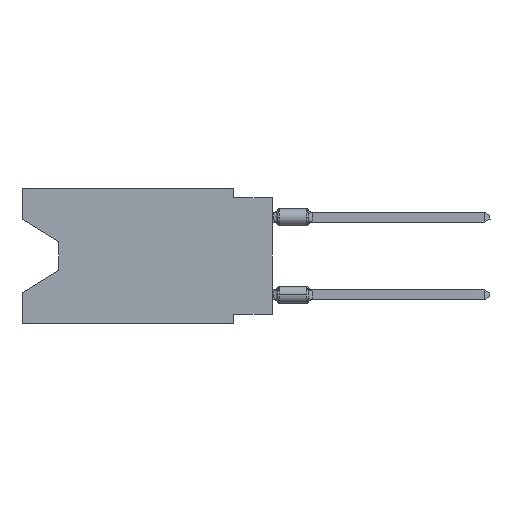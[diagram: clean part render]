
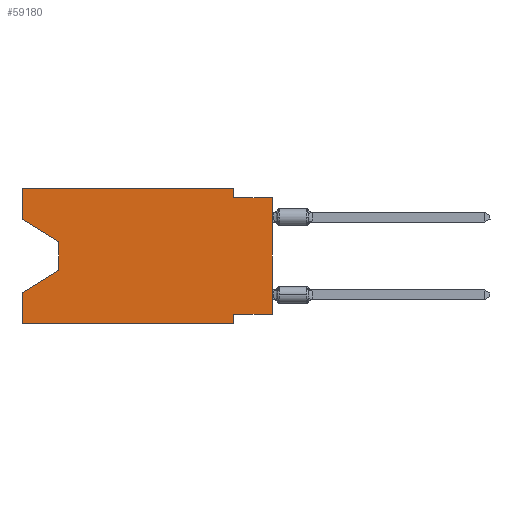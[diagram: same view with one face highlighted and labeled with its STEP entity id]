
A CAD part, left-side view. The second image highlights one B-rep face of the part: STEP entity #59180.
In plain terms, the highlighted planar face has unit normal (-1, 0, 0).
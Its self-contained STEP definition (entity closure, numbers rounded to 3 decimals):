
#270 = CARTESIAN_POINT ( 'NONE',  ( 0., 0., -0.635 ) ) ;
#511 = LINE ( 'NONE', #37782, #40782 ) ;
#674 = VERTEX_POINT ( 'NONE', #12946 ) ;
#797 = EDGE_CURVE ( 'NONE', #30425, #38117, #49586, .T. ) ;
#2036 = DIRECTION ( 'NONE',  ( 0., -1., 0. ) ) ;
#2109 = CARTESIAN_POINT ( 'NONE',  ( 0., 16.383, -2.038 ) ) ;
#3248 = CARTESIAN_POINT ( 'NONE',  ( 0., 0., -0.635 ) ) ;
#3838 = EDGE_CURVE ( 'NONE', #32651, #19902, #49764, .T. ) ;
#4412 = EDGE_CURVE ( 'NONE', #51910, #42413, #32709, .T. ) ;
#4496 = EDGE_CURVE ( 'NONE', #42413, #17829, #9090, .T. ) ;
#5290 = ORIENTED_EDGE ( 'NONE', *, *, #4496, .F. ) ;
#5806 = EDGE_CURVE ( 'NONE', #17829, #30425, #37359, .T. ) ;
#8378 = ORIENTED_EDGE ( 'NONE', *, *, #49927, .T. ) ;
#8581 = CARTESIAN_POINT ( 'NONE',  ( 0., 2.54, -8.89 ) ) ;
#8654 = VERTEX_POINT ( 'NONE', #21647 ) ;
#9090 = LINE ( 'NONE', #51459, #45088 ) ;
#9104 = VECTOR ( 'NONE', #35340, 1000. ) ;
#9924 = DIRECTION ( 'NONE',  ( 1., 0., 0. ) ) ;
#10937 = CARTESIAN_POINT ( 'NONE',  ( 0., 0., -8.255 ) ) ;
#11810 = LINE ( 'NONE', #2109, #31465 ) ;
#12946 = CARTESIAN_POINT ( 'NONE',  ( 0., 0., -8.255 ) ) ;
#13053 = LINE ( 'NONE', #17895, #56388 ) ;
#13926 = DIRECTION ( 'NONE',  ( 0., 0., 1. ) ) ;
#14597 = CARTESIAN_POINT ( 'NONE',  ( 0., 16.383, 0. ) ) ;
#15447 = DIRECTION ( 'NONE',  ( 0., 0., -1. ) ) ;
#15502 = CARTESIAN_POINT ( 'NONE',  ( 0., 16.383, -2.038 ) ) ;
#15892 = EDGE_CURVE ( 'NONE', #8654, #24662, #13053, .T. ) ;
#17117 = EDGE_CURVE ( 'NONE', #8654, #19902, #48371, .T. ) ;
#17829 = VERTEX_POINT ( 'NONE', #24037 ) ;
#17895 = CARTESIAN_POINT ( 'NONE',  ( 0., 16.383, 0. ) ) ;
#19303 = CARTESIAN_POINT ( 'NONE',  ( 0., 16.383, 0. ) ) ;
#19369 = ORIENTED_EDGE ( 'NONE', *, *, #5806, .F. ) ;
#19902 = VERTEX_POINT ( 'NONE', #41480 ) ;
#21472 = VECTOR ( 'NONE', #29734, 1000. ) ;
#21647 = CARTESIAN_POINT ( 'NONE',  ( 0., 16.383, -8.89 ) ) ;
#21657 = VECTOR ( 'NONE', #2036, 1000. ) ;
#22097 = LINE ( 'NONE', #59076, #56631 ) ;
#22977 = FACE_OUTER_BOUND ( 'NONE', #25701, .T. ) ;
#24037 = CARTESIAN_POINT ( 'NONE',  ( 0., 2.54, 0. ) ) ;
#24362 = VECTOR ( 'NONE', #58704, 1000. ) ;
#24662 = VERTEX_POINT ( 'NONE', #49835 ) ;
#24664 = ORIENTED_EDGE ( 'NONE', *, *, #56921, .T. ) ;
#24718 = VECTOR ( 'NONE', #40702, 1000. ) ;
#25701 = EDGE_LOOP ( 'NONE', ( #8378, #24664, #45598, #45156, #32878, #50212, #57527, #27427, #40073, #19369, #5290, #29428 ) ) ;
#26276 = LINE ( 'NONE', #39591, #9104 ) ;
#27427 = ORIENTED_EDGE ( 'NONE', *, *, #49988, .T. ) ;
#28898 = CARTESIAN_POINT ( 'NONE',  ( 0., 2.54, -0.635 ) ) ;
#29428 = ORIENTED_EDGE ( 'NONE', *, *, #4412, .F. ) ;
#29734 = DIRECTION ( 'NONE',  ( 0., 1., 0. ) ) ;
#30425 = VERTEX_POINT ( 'NONE', #28898 ) ;
#31465 = VECTOR ( 'NONE', #34531, 1000. ) ;
#32651 = VERTEX_POINT ( 'NONE', #38831 ) ;
#32709 = LINE ( 'NONE', #46036, #47961 ) ;
#32878 = ORIENTED_EDGE ( 'NONE', *, *, #17117, .T. ) ;
#32949 = PLANE ( 'NONE',  #48312 ) ;
#33480 = VERTEX_POINT ( 'NONE', #45037 ) ;
#33657 = VECTOR ( 'NONE', #15447, 1000. ) ;
#34002 = DIRECTION ( 'NONE',  ( 0., 0., 1. ) ) ;
#34531 = DIRECTION ( 'NONE',  ( 0., -0.855, -0.519 ) ) ;
#34562 = CARTESIAN_POINT ( 'NONE',  ( 0., 13.97, -5.385 ) ) ;
#35340 = DIRECTION ( 'NONE',  ( 0., 0.855, -0.519 ) ) ;
#37359 = LINE ( 'NONE', #52684, #33657 ) ;
#37782 = CARTESIAN_POINT ( 'NONE',  ( 0., 13.97, -3.505 ) ) ;
#37791 = DIRECTION ( 'NONE',  ( 0., 0., -1. ) ) ;
#38117 = VERTEX_POINT ( 'NONE', #270 ) ;
#38831 = CARTESIAN_POINT ( 'NONE',  ( 0., 2.54, -8.255 ) ) ;
#39591 = CARTESIAN_POINT ( 'NONE',  ( 0., 13.97, -5.385 ) ) ;
#39745 = VERTEX_POINT ( 'NONE', #34562 ) ;
#40073 = ORIENTED_EDGE ( 'NONE', *, *, #797, .F. ) ;
#40702 = DIRECTION ( 'NONE',  ( 0., 0., -1. ) ) ;
#40782 = VECTOR ( 'NONE', #41735, 1000. ) ;
#40921 = DIRECTION ( 'NONE',  ( 0., 0., 1. ) ) ;
#41480 = CARTESIAN_POINT ( 'NONE',  ( 0., 2.54, -8.89 ) ) ;
#41735 = DIRECTION ( 'NONE',  ( 0., 0., -1. ) ) ;
#42091 = DIRECTION ( 'NONE',  ( 0., -1., 0. ) ) ;
#42413 = VERTEX_POINT ( 'NONE', #14597 ) ;
#42564 = EDGE_CURVE ( 'NONE', #674, #32651, #43647, .T. ) ;
#43647 = LINE ( 'NONE', #10937, #21472 ) ;
#44747 = CARTESIAN_POINT ( 'NONE',  ( 0., 16.383, -8.89 ) ) ;
#45037 = CARTESIAN_POINT ( 'NONE',  ( 0., 13.97, -3.505 ) ) ;
#45088 = VECTOR ( 'NONE', #42091, 1000. ) ;
#45156 = ORIENTED_EDGE ( 'NONE', *, *, #15892, .F. ) ;
#45598 = ORIENTED_EDGE ( 'NONE', *, *, #46707, .T. ) ;
#46036 = CARTESIAN_POINT ( 'NONE',  ( 0., 16.383, 0. ) ) ;
#46707 = EDGE_CURVE ( 'NONE', #39745, #24662, #26276, .T. ) ;
#47961 = VECTOR ( 'NONE', #13926, 1000. ) ;
#48312 = AXIS2_PLACEMENT_3D ( 'NONE', #19303, #9924, #37791 ) ;
#48371 = LINE ( 'NONE', #44747, #21657 ) ;
#49586 = LINE ( 'NONE', #3248, #24362 ) ;
#49764 = LINE ( 'NONE', #8581, #24718 ) ;
#49835 = CARTESIAN_POINT ( 'NONE',  ( 0., 16.383, -6.852 ) ) ;
#49927 = EDGE_CURVE ( 'NONE', #51910, #33480, #11810, .T. ) ;
#49988 = EDGE_CURVE ( 'NONE', #674, #38117, #22097, .T. ) ;
#50212 = ORIENTED_EDGE ( 'NONE', *, *, #3838, .F. ) ;
#51459 = CARTESIAN_POINT ( 'NONE',  ( 0., 16.383, 0. ) ) ;
#51910 = VERTEX_POINT ( 'NONE', #15502 ) ;
#52684 = CARTESIAN_POINT ( 'NONE',  ( 0., 2.54, 0. ) ) ;
#56388 = VECTOR ( 'NONE', #40921, 1000. ) ;
#56631 = VECTOR ( 'NONE', #34002, 1000. ) ;
#56921 = EDGE_CURVE ( 'NONE', #33480, #39745, #511, .T. ) ;
#57527 = ORIENTED_EDGE ( 'NONE', *, *, #42564, .F. ) ;
#58704 = DIRECTION ( 'NONE',  ( 0., -1., 0. ) ) ;
#59076 = CARTESIAN_POINT ( 'NONE',  ( 0., 0., 0. ) ) ;
#59180 = ADVANCED_FACE ( 'NONE', ( #22977 ), #32949, .F. ) ;
